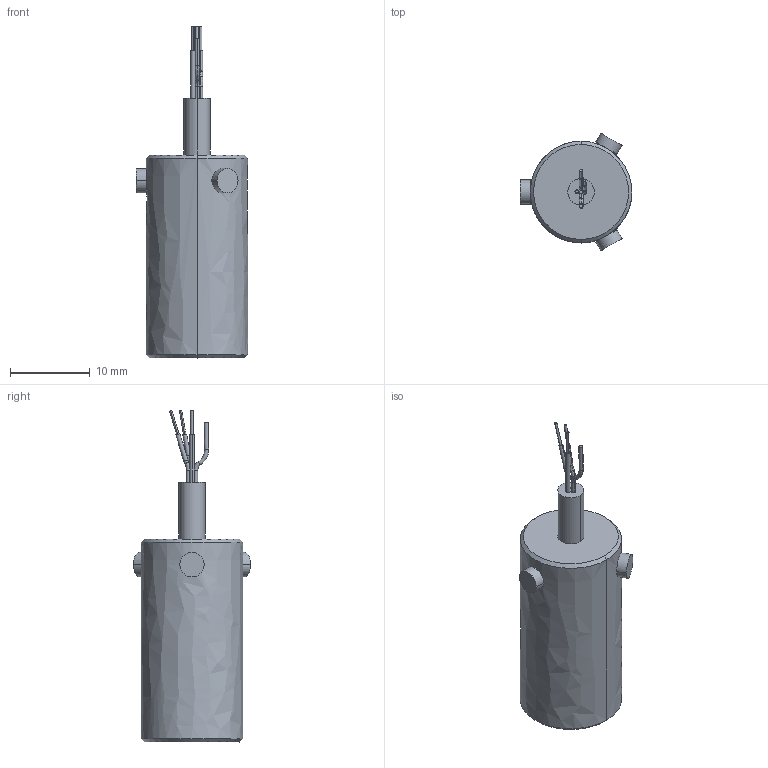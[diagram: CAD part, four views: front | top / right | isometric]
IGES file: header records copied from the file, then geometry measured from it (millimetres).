
Start section:  PTC IGES file: bl-21994-000_sw.igs
Global section: file name: bl-21994-000_sw.igs; native system: Pro/ENGINEER by Parametric Technology Corporation; preprocessor: 2005070; author: MMason; organization: Unknown; date: 061107.084640; units: inch
Bounding box: 13.97 x 14.72 x 41.55 mm (x, y, z)
Surface area: 1429 mm2 (no closed solid volume)
Topology: 0 solids, 0 shells, 68 faces, 256 edges, 256 vertices
Faces by surface type: revolution 52, bspline 16
